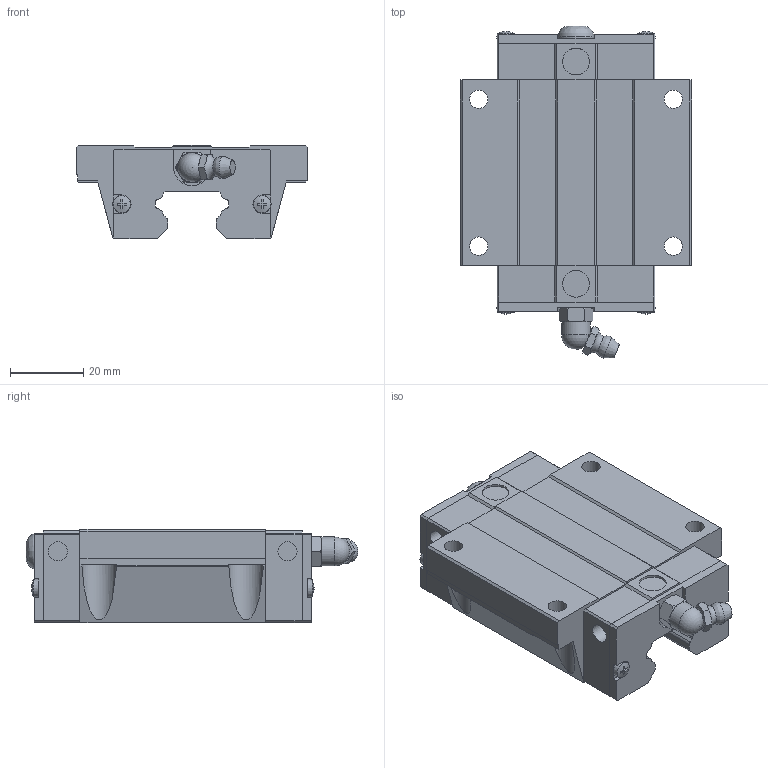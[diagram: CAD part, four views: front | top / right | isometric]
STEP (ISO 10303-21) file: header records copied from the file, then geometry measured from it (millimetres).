
FILE_DESCRIPTION(/* description */ ('STEP AP214'),/* implementation_level */ '2;1');
FILE_NAME(/* name */ 'HGW20.stp',/* time_stamp */ '2021-10-19T16:37:07+02:00',/* author */ ('leolaptop'),/* organization */ (''),/* preprocessor_version */ 'ST-DEVELOPER v18',/* originating_system */ 'Autodesk Inventor 2020',/* authorisation */ 'unknown authorization');
FILE_SCHEMA (('CONFIG_CONTROL_DESIGN'));
Length unit declared in the file: millimetre
Products named in the file (1): HGW20
Bounding box: 63 x 90.41 x 25.4 mm (x, y, z)
Volume: 76438 mm3; surface area: 18504.6 mm2
Topology: 1 solids, 5 shells, 313 faces, 858 edges, 564 vertices
Faces by surface type: plane 222, cylinder 57, cone 23, torus 8, bspline 2, sphere 1
Full cylindrical faces by diameter (mm): 2.5 x2, 3 x2, 5 x4, 5.2 x4, 6 x1, 6.4 x2, 7.3 x2, 7.847 x1, 9.8 x1
Entity records: 10178 total; most frequent: CARTESIAN_POINT 2083, ORIENTED_EDGE 1714, DIRECTION 1538, EDGE_CURVE 857, LINE 586, VECTOR 586, VERTEX_POINT 564, AXIS2_PLACEMENT_3D 476
